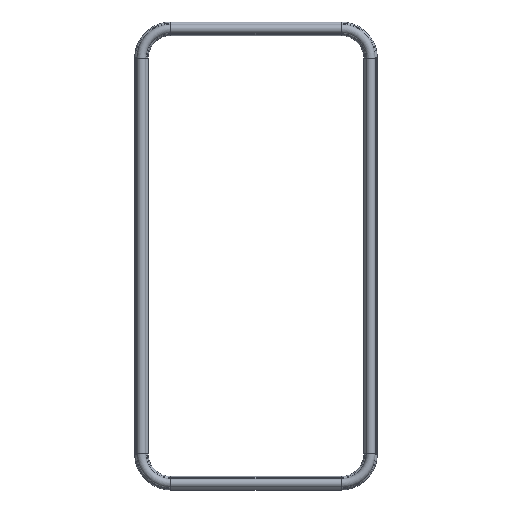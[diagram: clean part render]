
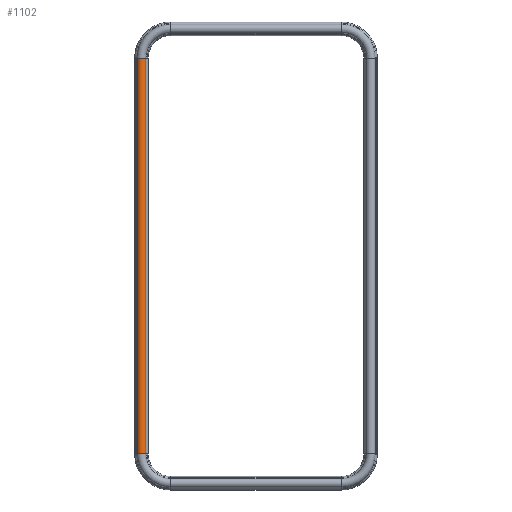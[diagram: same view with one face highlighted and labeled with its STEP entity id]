
A CAD part, top view. The second image highlights one B-rep face of the part: STEP entity #1102.
In plain terms, the highlighted cylindrical face has radius 1 mm (diameter 2 mm), a partial arc.
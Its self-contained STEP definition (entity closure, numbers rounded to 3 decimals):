
#1055=AXIS2_PLACEMENT_3D('Circle Axis2P3D',#1053,#1054,$) ;
#1082=AXIS2_PLACEMENT_3D('Cylinder Axis2P3D',#1079,#1080,#1081) ;
#1086=AXIS2_PLACEMENT_3D('Circle Axis2P3D',#1084,#1085,$) ;
#865=CARTESIAN_POINT('Vertex',(0.509,95.3,2.831)) ;
#896=CARTESIAN_POINT('Vertex',(0.509,8.,2.831)) ;
#899=CARTESIAN_POINT('Line Origine',(0.509,51.65,2.831)) ;
#1053=CARTESIAN_POINT('Axis2P3D Location',(1.5,95.3,2.7)) ;
#1057=CARTESIAN_POINT('Vertex',(2.491,95.3,2.831)) ;
#1079=CARTESIAN_POINT('Axis2P3D Location',(1.5,51.65,2.7)) ;
#1084=CARTESIAN_POINT('Axis2P3D Location',(1.5,8.,2.7)) ;
#1088=CARTESIAN_POINT('Vertex',(2.491,8.,2.831)) ;
#1091=CARTESIAN_POINT('Line Origine',(2.491,51.65,2.831)) ;
#900=DIRECTION('Vector Direction',(0.,1.,0.)) ;
#1054=DIRECTION('Axis2P3D Direction',(0.,1.,0.)) ;
#1080=DIRECTION('Axis2P3D Direction',(0.,1.,-0.)) ;
#1081=DIRECTION('Axis2P3D XDirection',(-0.991,0.,0.131)) ;
#1085=DIRECTION('Axis2P3D Direction',(0.,1.,-0.)) ;
#1092=DIRECTION('Vector Direction',(0.,1.,0.)) ;
#901=VECTOR('Line Direction',#900,1.) ;
#1093=VECTOR('Line Direction',#1092,1.) ;
#1097=ORIENTED_EDGE('',*,*,#903,.F.) ;
#1098=ORIENTED_EDGE('',*,*,#1090,.T.) ;
#1099=ORIENTED_EDGE('',*,*,#1095,.T.) ;
#1100=ORIENTED_EDGE('',*,*,#1059,.F.) ;
#1102=ADVANCED_FACE('Aussenkoerper',(#1101),#1083,.T.) ;
#1056=CIRCLE('generated circle',#1055,1.) ;
#1087=CIRCLE('generated circle',#1086,1.) ;
#1083=CYLINDRICAL_SURFACE('generated cylinder',#1082,1.) ;
#903=EDGE_CURVE('',#897,#866,#902,.T.) ;
#1059=EDGE_CURVE('',#866,#1058,#1056,.T.) ;
#1090=EDGE_CURVE('',#897,#1089,#1087,.T.) ;
#1095=EDGE_CURVE('',#1089,#1058,#1094,.T.) ;
#1096=EDGE_LOOP('',(#1097,#1098,#1099,#1100)) ;
#1101=FACE_OUTER_BOUND('',#1096,.T.) ;
#902=LINE('Line',#899,#901) ;
#1094=LINE('Line',#1091,#1093) ;
#866=VERTEX_POINT('',#865) ;
#897=VERTEX_POINT('',#896) ;
#1058=VERTEX_POINT('',#1057) ;
#1089=VERTEX_POINT('',#1088) ;
